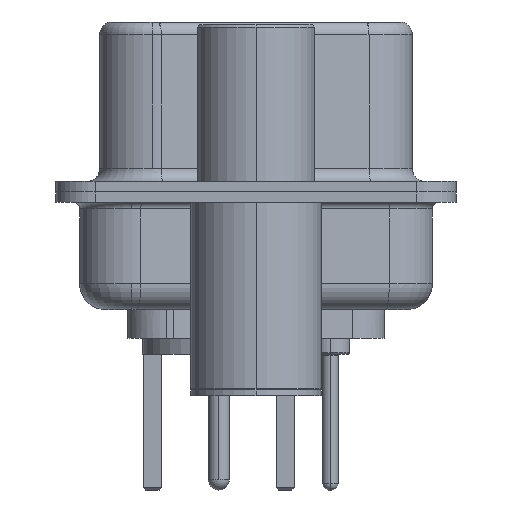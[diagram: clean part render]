
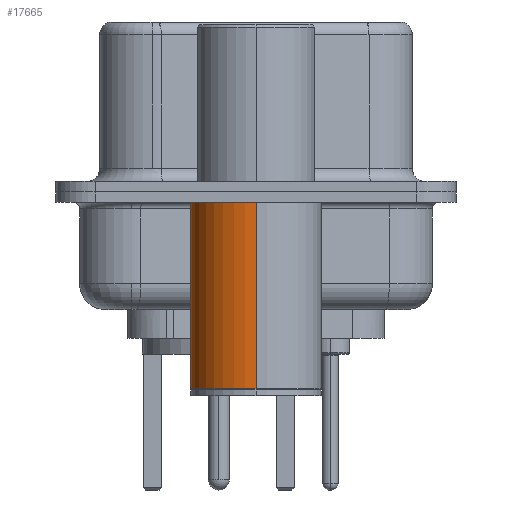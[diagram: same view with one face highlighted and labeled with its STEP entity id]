
A CAD part, left-side view. The second image highlights one B-rep face of the part: STEP entity #17665.
In plain terms, the highlighted cylindrical face has radius 2.5 mm (diameter 5 mm), a partial arc.
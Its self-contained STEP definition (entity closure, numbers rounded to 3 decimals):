
#226 = DIRECTION ( 'NONE',  ( 0., 0., 1. ) ) ;
#375 = EDGE_CURVE ( 'NONE', #10858, #5631, #18335, .T. ) ;
#502 = ORIENTED_EDGE ( 'NONE', *, *, #375, .T. ) ;
#1080 = CARTESIAN_POINT ( 'NONE',  ( 0., 0., -7.525 ) ) ;
#2325 = VECTOR ( 'NONE', #226, 1000. ) ;
#3705 = CYLINDRICAL_SURFACE ( 'NONE', #8356, 2.5 ) ;
#4308 = VERTEX_POINT ( 'NONE', #11821 ) ;
#4414 = DIRECTION ( 'NONE',  ( 0., 0., 1. ) ) ;
#5631 = VERTEX_POINT ( 'NONE', #6108 ) ;
#6108 = CARTESIAN_POINT ( 'NONE',  ( -2.5, 0., -7.525 ) ) ;
#7147 = VECTOR ( 'NONE', #14787, 1000. ) ;
#8169 = EDGE_CURVE ( 'NONE', #5631, #4308, #19756, .T. ) ;
#8356 = AXIS2_PLACEMENT_3D ( 'NONE', #18541, #4414, #20957 ) ;
#8651 = LINE ( 'NONE', #16855, #2325 ) ;
#9516 = DIRECTION ( 'NONE',  ( 0., 0., 1. ) ) ;
#10422 = AXIS2_PLACEMENT_3D ( 'NONE', #23786, #9516, #26190 ) ;
#10858 = VERTEX_POINT ( 'NONE', #24158 ) ;
#11701 = EDGE_LOOP ( 'NONE', ( #502, #26024, #20616, #29984 ) ) ;
#11734 = EDGE_CURVE ( 'NONE', #17283, #4308, #22958, .T. ) ;
#11821 = CARTESIAN_POINT ( 'NONE',  ( -2.5, 0., -0.4 ) ) ;
#14787 = DIRECTION ( 'NONE',  ( 0., 0., 1. ) ) ;
#16855 = CARTESIAN_POINT ( 'NONE',  ( 2.5, 0., 0.581 ) ) ;
#16964 = FACE_OUTER_BOUND ( 'NONE', #11701, .T. ) ;
#17283 = VERTEX_POINT ( 'NONE', #26951 ) ;
#17665 = ADVANCED_FACE ( 'NONE', ( #16964 ), #3705, .T. ) ;
#18335 = CIRCLE ( 'NONE', #26981, 2.5 ) ;
#18541 = CARTESIAN_POINT ( 'NONE',  ( 0., 0., 0.581 ) ) ;
#19756 = LINE ( 'NONE', #29121, #7147 ) ;
#20616 = ORIENTED_EDGE ( 'NONE', *, *, #11734, .F. ) ;
#20957 = DIRECTION ( 'NONE',  ( 1., 0., 0. ) ) ;
#22958 = CIRCLE ( 'NONE', #10422, 2.5 ) ;
#23786 = CARTESIAN_POINT ( 'NONE',  ( 0., 0., -0.4 ) ) ;
#24158 = CARTESIAN_POINT ( 'NONE',  ( 2.5, 0., -7.525 ) ) ;
#26024 = ORIENTED_EDGE ( 'NONE', *, *, #8169, .T. ) ;
#26190 = DIRECTION ( 'NONE',  ( 1., 0., 0. ) ) ;
#26951 = CARTESIAN_POINT ( 'NONE',  ( 2.5, 0., -0.4 ) ) ;
#26981 = AXIS2_PLACEMENT_3D ( 'NONE', #1080, #27051, #28333 ) ;
#27051 = DIRECTION ( 'NONE',  ( 0., 0., 1. ) ) ;
#28333 = DIRECTION ( 'NONE',  ( 1., 0., 0. ) ) ;
#29121 = CARTESIAN_POINT ( 'NONE',  ( -2.5, 0., 0.581 ) ) ;
#29984 = ORIENTED_EDGE ( 'NONE', *, *, #30450, .F. ) ;
#30450 = EDGE_CURVE ( 'NONE', #10858, #17283, #8651, .T. ) ;
